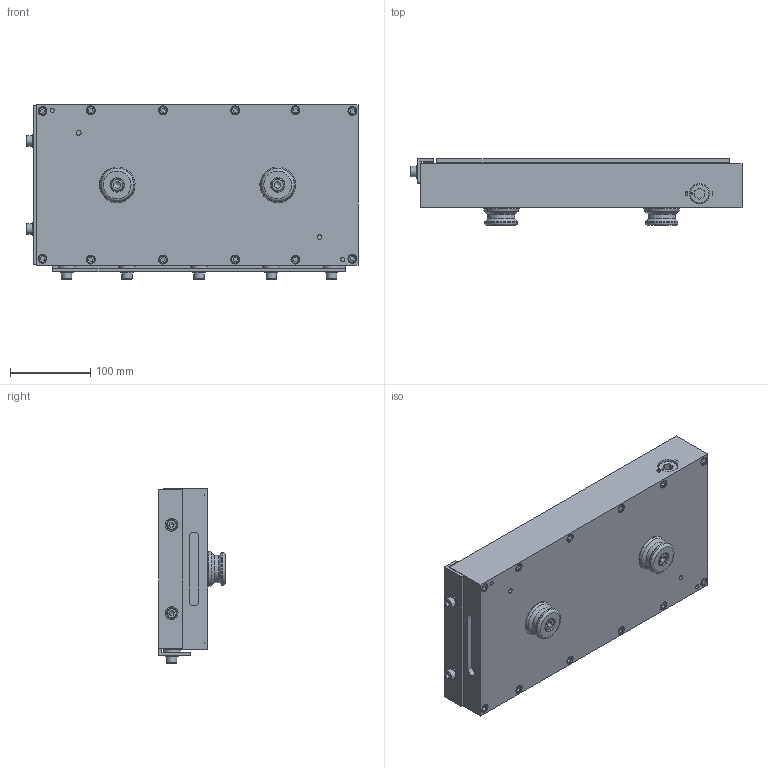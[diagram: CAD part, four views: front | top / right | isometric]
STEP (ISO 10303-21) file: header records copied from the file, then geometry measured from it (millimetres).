
FILE_DESCRIPTION(/* description */ (''),/* implementation_level */ '2;1');
FILE_NAME(/* name */ 'MAG-400x200.stp',/* time_stamp */ '2024-10-21T12:12:09+02:00',/* author */ ('Admin'),/* organization */ (''),/* preprocessor_version */ 'ST-DEVELOPER v20',/* originating_system */ 'Autodesk Inventor 2025',/* authorisation */ '');
FILE_SCHEMA (('CONFIG_CONTROL_DESIGN'));
Length unit declared in the file: millimetre
Products named in the file (1): MAG-400x200
Bounding box: 413.6 x 82.8 x 217.6 mm (x, y, z)
Volume: 4549215.6 mm3; surface area: 311481.5 mm2
Topology: 1 solids, 12 shells, 611 faces, 1391 edges, 896 vertices
Faces by surface type: plane 374, cylinder 147, cone 47, torus 34, bspline 9
Full cylindrical faces by diameter (mm): 2 x1, 5 x2, 6 x2, 6.8 x2, 8 x7, 8.376 x2, 8.4 x12, 9 x7, 10 x14, 10.5 x2, 11 x12, 13 x7, 16 x9, 18 x2, 20.6 x1, 21 x5, 24.8 x1, 25 x3, 34 x2, 40.5 x2
Entity records: 18530 total; most frequent: CARTESIAN_POINT 3700, DIRECTION 3041, ORIENTED_EDGE 2758, EDGE_CURVE 1379, AXIS2_PLACEMENT_3D 1091, VERTEX_POINT 896, LINE 859, VECTOR 859
